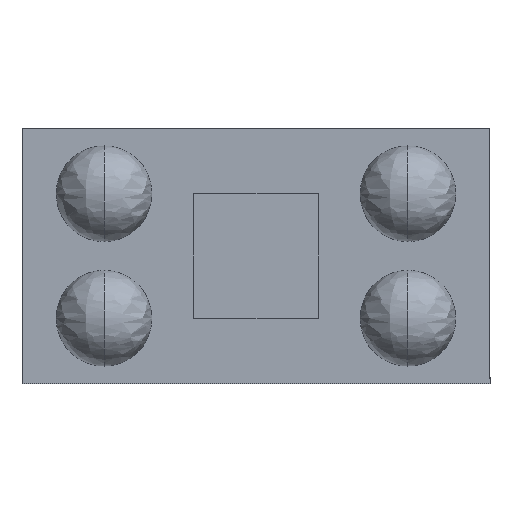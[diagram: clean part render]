
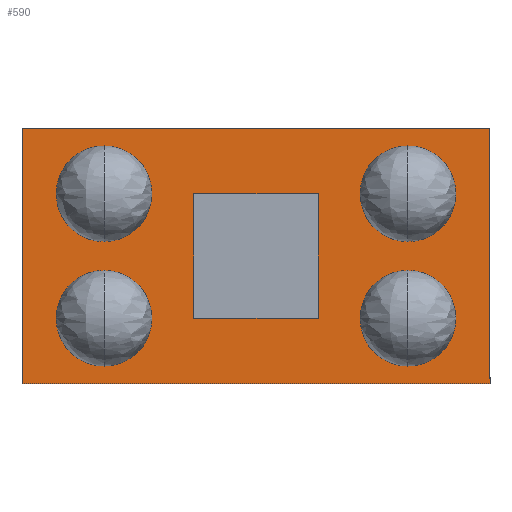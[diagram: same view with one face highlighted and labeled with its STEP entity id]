
A CAD part, front view. The second image highlights one B-rep face of the part: STEP entity #590.
In plain terms, the highlighted planar face has unit normal (0, -1, 0).
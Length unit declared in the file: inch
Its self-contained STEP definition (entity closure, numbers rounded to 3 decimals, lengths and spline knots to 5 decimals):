
#5 = DIRECTION ( 'NONE',  ( 0., 0., -1. ) ) ;
#11 = VERTEX_POINT ( 'NONE', #1586 ) ;
#29 = DIRECTION ( 'NONE',  ( 0., 0., -1. ) ) ;
#37 = ORIENTED_EDGE ( 'NONE', *, *, #213, .T. ) ;
#46 = CARTESIAN_POINT ( 'NONE',  ( -0.00807, -0.01122, -0.00807 ) ) ;
#58 = ORIENTED_EDGE ( 'NONE', *, *, #930, .T. ) ;
#64 = CARTESIAN_POINT ( 'NONE',  ( 0.03031, -0.01122, 0.01654 ) ) ;
#79 = DIRECTION ( 'NONE',  ( -1., 0., 0. ) ) ;
#81 = VECTOR ( 'NONE', #79, 39.37008 ) ;
#91 = EDGE_CURVE ( 'NONE', #820, #1138, #662, .T. ) ;
#113 = LINE ( 'NONE', #1244, #171 ) ;
#159 = CARTESIAN_POINT ( 'NONE',  ( 0.03031, -0.01122, -0.01654 ) ) ;
#171 = VECTOR ( 'NONE', #779, 39.37008 ) ;
#173 = VECTOR ( 'NONE', #1784, 39.37008 ) ;
#209 = CARTESIAN_POINT ( 'NONE',  ( 0.00807, -0.01122, -0.00807 ) ) ;
#211 = CARTESIAN_POINT ( 'NONE',  ( 0.03031, -0.01122, -0.01654 ) ) ;
#213 = EDGE_CURVE ( 'NONE', #448, #1403, #1066, .T. ) ;
#285 = EDGE_CURVE ( 'NONE', #1267, #820, #633, .T. ) ;
#305 = EDGE_CURVE ( 'NONE', #1613, #1747, #1393, .T. ) ;
#416 = CARTESIAN_POINT ( 'NONE',  ( -0.00807, -0.01122, 0. ) ) ;
#426 = AXIS2_PLACEMENT_3D ( 'NONE', #1528, #1812, #1512 ) ;
#448 = VERTEX_POINT ( 'NONE', #159 ) ;
#541 = VECTOR ( 'NONE', #709, 39.37008 ) ;
#573 = EDGE_CURVE ( 'NONE', #1138, #11, #113, .T. ) ;
#590 = ADVANCED_FACE ( 'NONE', ( #1720, #915 ), #1663, .T. ) ;
#633 = LINE ( 'NONE', #798, #1435 ) ;
#662 = LINE ( 'NONE', #416, #1459 ) ;
#709 = DIRECTION ( 'NONE',  ( 1., 0., 0. ) ) ;
#715 = CARTESIAN_POINT ( 'NONE',  ( 0.00807, -0.01122, 0. ) ) ;
#771 = DIRECTION ( 'NONE',  ( -1., 0., 0. ) ) ;
#779 = DIRECTION ( 'NONE',  ( 1., 0., 0. ) ) ;
#798 = CARTESIAN_POINT ( 'NONE',  ( 0., -0.01122, -0.00807 ) ) ;
#820 = VERTEX_POINT ( 'NONE', #46 ) ;
#841 = CARTESIAN_POINT ( 'NONE',  ( -0.03031, -0.01122, 0.01654 ) ) ;
#874 = EDGE_LOOP ( 'NONE', ( #58, #1771, #1425, #1941 ) ) ;
#915 = FACE_OUTER_BOUND ( 'NONE', #1197, .T. ) ;
#930 = EDGE_CURVE ( 'NONE', #11, #1267, #1342, .T. ) ;
#944 = VECTOR ( 'NONE', #29, 39.37008 ) ;
#948 = EDGE_CURVE ( 'NONE', #1403, #1613, #1736, .T. ) ;
#969 = LINE ( 'NONE', #1763, #541 ) ;
#989 = VECTOR ( 'NONE', #5, 39.37008 ) ;
#1066 = LINE ( 'NONE', #211, #173 ) ;
#1076 = EDGE_CURVE ( 'NONE', #1747, #448, #969, .T. ) ;
#1138 = VERTEX_POINT ( 'NONE', #1782 ) ;
#1197 = EDGE_LOOP ( 'NONE', ( #1766, #37, #1938, #1775 ) ) ;
#1244 = CARTESIAN_POINT ( 'NONE',  ( 0., -0.01122, 0.00807 ) ) ;
#1252 = CARTESIAN_POINT ( 'NONE',  ( 0.03031, -0.01122, 0.01654 ) ) ;
#1267 = VERTEX_POINT ( 'NONE', #209 ) ;
#1342 = LINE ( 'NONE', #715, #944 ) ;
#1362 = CARTESIAN_POINT ( 'NONE',  ( -0.03031, -0.01122, 0.01654 ) ) ;
#1393 = LINE ( 'NONE', #841, #989 ) ;
#1403 = VERTEX_POINT ( 'NONE', #1252 ) ;
#1425 = ORIENTED_EDGE ( 'NONE', *, *, #91, .T. ) ;
#1435 = VECTOR ( 'NONE', #771, 39.37008 ) ;
#1459 = VECTOR ( 'NONE', #2020, 39.37008 ) ;
#1512 = DIRECTION ( 'NONE',  ( 0., 0., -1. ) ) ;
#1528 = CARTESIAN_POINT ( 'NONE',  ( 0., -0.01122, 0. ) ) ;
#1586 = CARTESIAN_POINT ( 'NONE',  ( 0.00807, -0.01122, 0.00807 ) ) ;
#1613 = VERTEX_POINT ( 'NONE', #1362 ) ;
#1663 = PLANE ( 'NONE',  #426 ) ;
#1720 = FACE_BOUND ( 'NONE', #874, .T. ) ;
#1736 = LINE ( 'NONE', #64, #81 ) ;
#1747 = VERTEX_POINT ( 'NONE', #1874 ) ;
#1763 = CARTESIAN_POINT ( 'NONE',  ( -0.03031, -0.01122, -0.01654 ) ) ;
#1766 = ORIENTED_EDGE ( 'NONE', *, *, #1076, .T. ) ;
#1771 = ORIENTED_EDGE ( 'NONE', *, *, #285, .T. ) ;
#1775 = ORIENTED_EDGE ( 'NONE', *, *, #305, .T. ) ;
#1782 = CARTESIAN_POINT ( 'NONE',  ( -0.00807, -0.01122, 0.00807 ) ) ;
#1784 = DIRECTION ( 'NONE',  ( 0., 0., 1. ) ) ;
#1812 = DIRECTION ( 'NONE',  ( 0., -1., 0. ) ) ;
#1874 = CARTESIAN_POINT ( 'NONE',  ( -0.03031, -0.01122, -0.01654 ) ) ;
#1938 = ORIENTED_EDGE ( 'NONE', *, *, #948, .T. ) ;
#1941 = ORIENTED_EDGE ( 'NONE', *, *, #573, .T. ) ;
#2020 = DIRECTION ( 'NONE',  ( 0., 0., 1. ) ) ;
